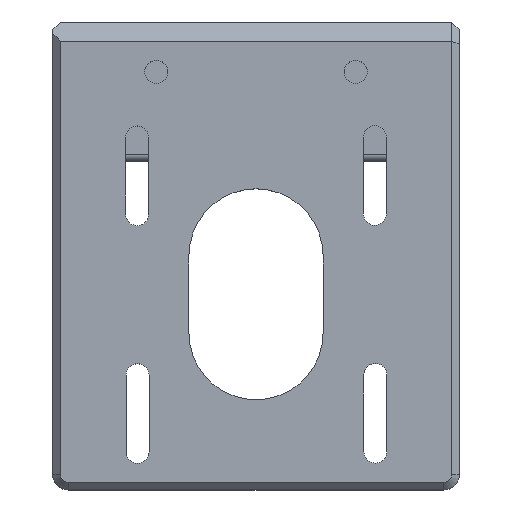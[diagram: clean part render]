
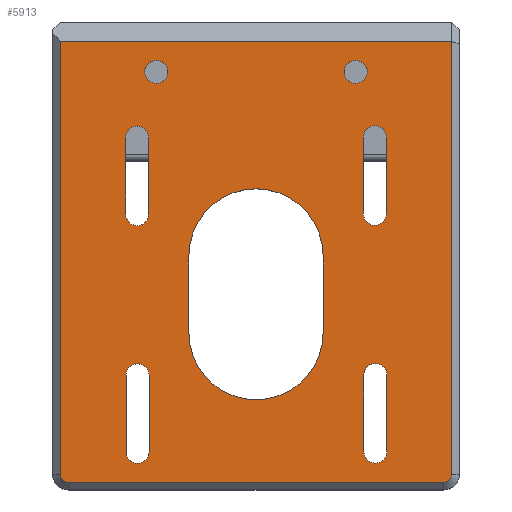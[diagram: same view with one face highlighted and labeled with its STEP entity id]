
A CAD part, top view. The second image highlights one B-rep face of the part: STEP entity #5913.
In plain terms, the highlighted planar face has unit normal (0, 0, 1).
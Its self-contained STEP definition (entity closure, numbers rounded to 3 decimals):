
#4394 = VERTEX_POINT('',#4395);
#4395 = CARTESIAN_POINT('',(-24.5,-52.,100.3));
#4403 = VERTEX_POINT('',#4404);
#4404 = CARTESIAN_POINT('',(24.5,-52.,100.3));
#4410 = EDGE_CURVE('',#4394,#4403,#4411,.T.);
#4411 = LINE('',#4412,#4413);
#4412 = CARTESIAN_POINT('',(-24.5,-52.,100.3));
#4413 = VECTOR('',#4414,1.);
#4414 = DIRECTION('',(1.,0.,0.));
#4427 = VERTEX_POINT('',#4428);
#4428 = CARTESIAN_POINT('',(25.5,-51.,100.3));
#4434 = EDGE_CURVE('',#4403,#4427,#4435,.T.);
#4435 = CIRCLE('',#4436,1.);
#4436 = AXIS2_PLACEMENT_3D('',#4437,#4438,#4439);
#4437 = CARTESIAN_POINT('',(24.5,-51.,100.3));
#4438 = DIRECTION('',(0.,0.,1.));
#4439 = DIRECTION('',(0.,-1.,0.));
#4452 = VERTEX_POINT('',#4453);
#4453 = CARTESIAN_POINT('',(25.5,5.5,100.3));
#4459 = EDGE_CURVE('',#4427,#4452,#4460,.T.);
#4460 = LINE('',#4461,#4462);
#4461 = CARTESIAN_POINT('',(25.5,-51.,100.3));
#4462 = VECTOR('',#4463,1.);
#4463 = DIRECTION('',(0.,1.,0.));
#4795 = VERTEX_POINT('',#4796);
#4796 = CARTESIAN_POINT('',(-25.5,-51.,100.3));
#4804 = EDGE_CURVE('',#4795,#4394,#4805,.T.);
#4805 = CIRCLE('',#4806,1.);
#4806 = AXIS2_PLACEMENT_3D('',#4807,#4808,#4809);
#4807 = CARTESIAN_POINT('',(-24.5,-51.,100.3));
#4808 = DIRECTION('',(0.,0.,1.));
#4809 = DIRECTION('',(-1.,0.,0.));
#4948 = VERTEX_POINT('',#4949);
#4949 = CARTESIAN_POINT('',(-25.5,5.5,100.3));
#4957 = EDGE_CURVE('',#4948,#4795,#4958,.T.);
#4958 = LINE('',#4959,#4960);
#4959 = CARTESIAN_POINT('',(-25.5,5.5,100.3));
#4960 = VECTOR('',#4961,1.);
#4961 = DIRECTION('',(0.,-1.,0.));
#4987 = EDGE_CURVE('',#4452,#4948,#4988,.T.);
#4988 = LINE('',#4989,#4990);
#4989 = CARTESIAN_POINT('',(26.5,5.5,100.3));
#4990 = VECTOR('',#4991,1.);
#4991 = DIRECTION('',(-1.,0.,0.));
#5428 = VERTEX_POINT('',#5429);
#5429 = CARTESIAN_POINT('',(17.,-7.,100.3));
#5435 = EDGE_CURVE('',#5428,#5436,#5438,.T.);
#5436 = VERTEX_POINT('',#5437);
#5437 = CARTESIAN_POINT('',(14.,-7.,100.3));
#5438 = CIRCLE('',#5439,1.5);
#5439 = AXIS2_PLACEMENT_3D('',#5440,#5441,#5442);
#5440 = CARTESIAN_POINT('',(15.5,-7.,100.3));
#5441 = DIRECTION('',(0.,0.,1.));
#5442 = DIRECTION('',(1.,0.,0.));
#5460 = VERTEX_POINT('',#5461);
#5461 = CARTESIAN_POINT('',(17.,-17.,100.3));
#5467 = EDGE_CURVE('',#5460,#5428,#5468,.T.);
#5468 = LINE('',#5469,#5470);
#5469 = CARTESIAN_POINT('',(17.,-17.,100.3));
#5470 = VECTOR('',#5471,1.);
#5471 = DIRECTION('',(0.,1.,0.));
#5484 = EDGE_CURVE('',#5436,#5485,#5487,.T.);
#5485 = VERTEX_POINT('',#5486);
#5486 = CARTESIAN_POINT('',(14.,-17.,100.3));
#5487 = LINE('',#5488,#5489);
#5488 = CARTESIAN_POINT('',(14.,-7.,100.3));
#5489 = VECTOR('',#5490,1.);
#5490 = DIRECTION('',(0.,-1.,0.));
#5508 = EDGE_CURVE('',#5485,#5460,#5509,.T.);
#5509 = CIRCLE('',#5510,1.5);
#5510 = AXIS2_PLACEMENT_3D('',#5511,#5512,#5513);
#5511 = CARTESIAN_POINT('',(15.5,-17.,100.3));
#5512 = DIRECTION('',(0.,0.,1.));
#5513 = DIRECTION('',(1.,0.,0.));
#5526 = VERTEX_POINT('',#5527);
#5527 = CARTESIAN_POINT('',(17.057,-38.,100.3));
#5533 = EDGE_CURVE('',#5526,#5534,#5536,.T.);
#5534 = VERTEX_POINT('',#5535);
#5535 = CARTESIAN_POINT('',(14.057,-38.,100.3));
#5536 = CIRCLE('',#5537,1.5);
#5537 = AXIS2_PLACEMENT_3D('',#5538,#5539,#5540);
#5538 = CARTESIAN_POINT('',(15.557,-38.,100.3));
#5539 = DIRECTION('',(0.,0.,1.));
#5540 = DIRECTION('',(1.,0.,0.));
#5558 = VERTEX_POINT('',#5559);
#5559 = CARTESIAN_POINT('',(17.057,-48.,100.3));
#5565 = EDGE_CURVE('',#5558,#5526,#5566,.T.);
#5566 = LINE('',#5567,#5568);
#5567 = CARTESIAN_POINT('',(17.057,-48.,100.3));
#5568 = VECTOR('',#5569,1.);
#5569 = DIRECTION('',(0.,1.,0.));
#5582 = EDGE_CURVE('',#5534,#5583,#5585,.T.);
#5583 = VERTEX_POINT('',#5584);
#5584 = CARTESIAN_POINT('',(14.057,-48.,100.3));
#5585 = LINE('',#5586,#5587);
#5586 = CARTESIAN_POINT('',(14.057,-38.,100.3));
#5587 = VECTOR('',#5588,1.);
#5588 = DIRECTION('',(0.,-1.,0.));
#5606 = EDGE_CURVE('',#5583,#5558,#5607,.T.);
#5607 = CIRCLE('',#5608,1.5);
#5608 = AXIS2_PLACEMENT_3D('',#5609,#5610,#5611);
#5609 = CARTESIAN_POINT('',(15.557,-48.,100.3));
#5610 = DIRECTION('',(0.,0.,1.));
#5611 = DIRECTION('',(1.,0.,0.));
#5722 = VERTEX_POINT('',#5723);
#5723 = CARTESIAN_POINT('',(-14.,-7.057,100.3));
#5729 = EDGE_CURVE('',#5722,#5730,#5732,.T.);
#5730 = VERTEX_POINT('',#5731);
#5731 = CARTESIAN_POINT('',(-17.,-7.057,100.3));
#5732 = CIRCLE('',#5733,1.5);
#5733 = AXIS2_PLACEMENT_3D('',#5734,#5735,#5736);
#5734 = CARTESIAN_POINT('',(-15.5,-7.057,100.3));
#5735 = DIRECTION('',(0.,0.,1.));
#5736 = DIRECTION('',(1.,0.,0.));
#5754 = VERTEX_POINT('',#5755);
#5755 = CARTESIAN_POINT('',(-14.,-17.057,100.3));
#5761 = EDGE_CURVE('',#5754,#5722,#5762,.T.);
#5762 = LINE('',#5763,#5764);
#5763 = CARTESIAN_POINT('',(-14.,-17.057,100.3));
#5764 = VECTOR('',#5765,1.);
#5765 = DIRECTION('',(0.,1.,0.));
#5778 = EDGE_CURVE('',#5730,#5779,#5781,.T.);
#5779 = VERTEX_POINT('',#5780);
#5780 = CARTESIAN_POINT('',(-17.,-17.057,100.3));
#5781 = LINE('',#5782,#5783);
#5782 = CARTESIAN_POINT('',(-17.,-7.057,100.3));
#5783 = VECTOR('',#5784,1.);
#5784 = DIRECTION('',(0.,-1.,0.));
#5802 = EDGE_CURVE('',#5779,#5754,#5803,.T.);
#5803 = CIRCLE('',#5804,1.5);
#5804 = AXIS2_PLACEMENT_3D('',#5805,#5806,#5807);
#5805 = CARTESIAN_POINT('',(-15.5,-17.057,100.3));
#5806 = DIRECTION('',(0.,0.,1.));
#5807 = DIRECTION('',(1.,0.,0.));
#5820 = VERTEX_POINT('',#5821);
#5821 = CARTESIAN_POINT('',(-13.943,-38.057,100.3));
#5827 = EDGE_CURVE('',#5820,#5828,#5830,.T.);
#5828 = VERTEX_POINT('',#5829);
#5829 = CARTESIAN_POINT('',(-16.943,-38.057,100.3));
#5830 = CIRCLE('',#5831,1.5);
#5831 = AXIS2_PLACEMENT_3D('',#5832,#5833,#5834);
#5832 = CARTESIAN_POINT('',(-15.443,-38.057,100.3));
#5833 = DIRECTION('',(0.,0.,1.));
#5834 = DIRECTION('',(1.,0.,0.));
#5852 = VERTEX_POINT('',#5853);
#5853 = CARTESIAN_POINT('',(-13.943,-48.057,100.3));
#5859 = EDGE_CURVE('',#5852,#5820,#5860,.T.);
#5860 = LINE('',#5861,#5862);
#5861 = CARTESIAN_POINT('',(-13.943,-48.057,100.3));
#5862 = VECTOR('',#5863,1.);
#5863 = DIRECTION('',(0.,1.,0.));
#5876 = EDGE_CURVE('',#5828,#5877,#5879,.T.);
#5877 = VERTEX_POINT('',#5878);
#5878 = CARTESIAN_POINT('',(-16.943,-48.057,100.3));
#5879 = LINE('',#5880,#5881);
#5880 = CARTESIAN_POINT('',(-16.943,-38.057,100.3));
#5881 = VECTOR('',#5882,1.);
#5882 = DIRECTION('',(0.,-1.,0.));
#5900 = EDGE_CURVE('',#5877,#5852,#5901,.T.);
#5901 = CIRCLE('',#5902,1.5);
#5902 = AXIS2_PLACEMENT_3D('',#5903,#5904,#5905);
#5903 = CARTESIAN_POINT('',(-15.443,-48.057,100.3));
#5904 = DIRECTION('',(0.,0.,1.));
#5905 = DIRECTION('',(1.,0.,0.));
#5913 = ADVANCED_FACE('',(#5914,#5922,#5928,#5934,#5945,#5981,#5987,
    #5993),#6004,.T.);
#5914 = FACE_BOUND('',#5915,.T.);
#5915 = EDGE_LOOP('',(#5916,#5917,#5918,#5919,#5920,#5921));
#5916 = ORIENTED_EDGE('',*,*,#4987,.T.);
#5917 = ORIENTED_EDGE('',*,*,#4957,.T.);
#5918 = ORIENTED_EDGE('',*,*,#4804,.T.);
#5919 = ORIENTED_EDGE('',*,*,#4410,.T.);
#5920 = ORIENTED_EDGE('',*,*,#4434,.T.);
#5921 = ORIENTED_EDGE('',*,*,#4459,.T.);
#5922 = FACE_BOUND('',#5923,.T.);
#5923 = EDGE_LOOP('',(#5924,#5925,#5926,#5927));
#5924 = ORIENTED_EDGE('',*,*,#5533,.F.);
#5925 = ORIENTED_EDGE('',*,*,#5565,.F.);
#5926 = ORIENTED_EDGE('',*,*,#5606,.F.);
#5927 = ORIENTED_EDGE('',*,*,#5582,.F.);
#5928 = FACE_BOUND('',#5929,.T.);
#5929 = EDGE_LOOP('',(#5930,#5931,#5932,#5933));
#5930 = ORIENTED_EDGE('',*,*,#5435,.F.);
#5931 = ORIENTED_EDGE('',*,*,#5467,.F.);
#5932 = ORIENTED_EDGE('',*,*,#5508,.F.);
#5933 = ORIENTED_EDGE('',*,*,#5484,.F.);
#5934 = FACE_BOUND('',#5935,.T.);
#5935 = EDGE_LOOP('',(#5936));
#5936 = ORIENTED_EDGE('',*,*,#5937,.F.);
#5937 = EDGE_CURVE('',#5938,#5938,#5940,.T.);
#5938 = VERTEX_POINT('',#5939);
#5939 = CARTESIAN_POINT('',(14.5,1.5,100.3));
#5940 = CIRCLE('',#5941,1.5);
#5941 = AXIS2_PLACEMENT_3D('',#5942,#5943,#5944);
#5942 = CARTESIAN_POINT('',(13.,1.5,100.3));
#5943 = DIRECTION('',(0.,0.,1.));
#5944 = DIRECTION('',(1.,0.,0.));
#5945 = FACE_BOUND('',#5946,.T.);
#5946 = EDGE_LOOP('',(#5947,#5958,#5966,#5975));
#5947 = ORIENTED_EDGE('',*,*,#5948,.F.);
#5948 = EDGE_CURVE('',#5949,#5951,#5953,.T.);
#5949 = VERTEX_POINT('',#5950);
#5950 = CARTESIAN_POINT('',(8.75,-22.5,100.3));
#5951 = VERTEX_POINT('',#5952);
#5952 = CARTESIAN_POINT('',(-8.75,-22.5,100.3));
#5953 = CIRCLE('',#5954,8.75);
#5954 = AXIS2_PLACEMENT_3D('',#5955,#5956,#5957);
#5955 = CARTESIAN_POINT('',(0.,-22.5,100.3));
#5956 = DIRECTION('',(0.,0.,1.));
#5957 = DIRECTION('',(1.,0.,0.));
#5958 = ORIENTED_EDGE('',*,*,#5959,.F.);
#5959 = EDGE_CURVE('',#5960,#5949,#5962,.T.);
#5960 = VERTEX_POINT('',#5961);
#5961 = CARTESIAN_POINT('',(8.75,-32.5,100.3));
#5962 = LINE('',#5963,#5964);
#5963 = CARTESIAN_POINT('',(8.75,-32.5,100.3));
#5964 = VECTOR('',#5965,1.);
#5965 = DIRECTION('',(0.,1.,0.));
#5966 = ORIENTED_EDGE('',*,*,#5967,.F.);
#5967 = EDGE_CURVE('',#5968,#5960,#5970,.T.);
#5968 = VERTEX_POINT('',#5969);
#5969 = CARTESIAN_POINT('',(-8.75,-32.5,100.3));
#5970 = CIRCLE('',#5971,8.75);
#5971 = AXIS2_PLACEMENT_3D('',#5972,#5973,#5974);
#5972 = CARTESIAN_POINT('',(0.,-32.5,100.3));
#5973 = DIRECTION('',(0.,0.,1.));
#5974 = DIRECTION('',(1.,0.,0.));
#5975 = ORIENTED_EDGE('',*,*,#5976,.F.);
#5976 = EDGE_CURVE('',#5951,#5968,#5977,.T.);
#5977 = LINE('',#5978,#5979);
#5978 = CARTESIAN_POINT('',(-8.75,-22.5,100.3));
#5979 = VECTOR('',#5980,1.);
#5980 = DIRECTION('',(0.,-1.,0.));
#5981 = FACE_BOUND('',#5982,.T.);
#5982 = EDGE_LOOP('',(#5983,#5984,#5985,#5986));
#5983 = ORIENTED_EDGE('',*,*,#5827,.F.);
#5984 = ORIENTED_EDGE('',*,*,#5859,.F.);
#5985 = ORIENTED_EDGE('',*,*,#5900,.F.);
#5986 = ORIENTED_EDGE('',*,*,#5876,.F.);
#5987 = FACE_BOUND('',#5988,.T.);
#5988 = EDGE_LOOP('',(#5989,#5990,#5991,#5992));
#5989 = ORIENTED_EDGE('',*,*,#5729,.F.);
#5990 = ORIENTED_EDGE('',*,*,#5761,.F.);
#5991 = ORIENTED_EDGE('',*,*,#5802,.F.);
#5992 = ORIENTED_EDGE('',*,*,#5778,.F.);
#5993 = FACE_BOUND('',#5994,.T.);
#5994 = EDGE_LOOP('',(#5995));
#5995 = ORIENTED_EDGE('',*,*,#5996,.F.);
#5996 = EDGE_CURVE('',#5997,#5997,#5999,.T.);
#5997 = VERTEX_POINT('',#5998);
#5998 = CARTESIAN_POINT('',(-11.5,1.5,100.3));
#5999 = CIRCLE('',#6000,1.5);
#6000 = AXIS2_PLACEMENT_3D('',#6001,#6002,#6003);
#6001 = CARTESIAN_POINT('',(-13.,1.5,100.3));
#6002 = DIRECTION('',(0.,0.,1.));
#6003 = DIRECTION('',(1.,0.,0.));
#6004 = PLANE('',#6005);
#6005 = AXIS2_PLACEMENT_3D('',#6006,#6007,#6008);
#6006 = CARTESIAN_POINT('',(0.008,-24.771,100.3));
#6007 = DIRECTION('',(0.,0.,1.));
#6008 = DIRECTION('',(0.,1.,0.));
